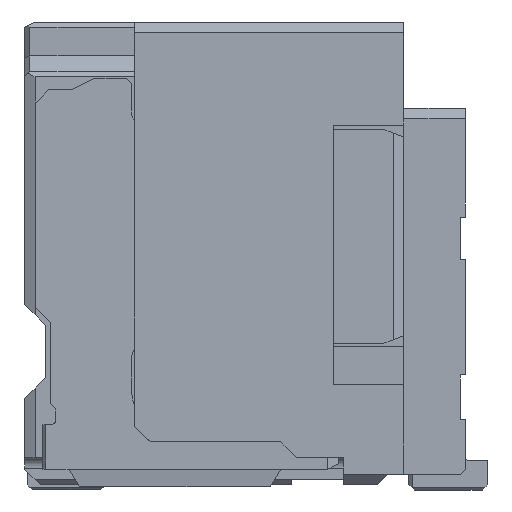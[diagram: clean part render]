
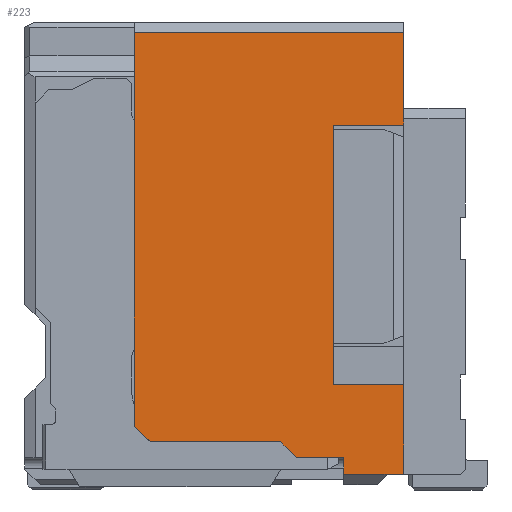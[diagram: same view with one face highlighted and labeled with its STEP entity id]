
A CAD part, left-side view. The second image highlights one B-rep face of the part: STEP entity #223.
In plain terms, the highlighted planar face has unit normal (-1, 0, 0).
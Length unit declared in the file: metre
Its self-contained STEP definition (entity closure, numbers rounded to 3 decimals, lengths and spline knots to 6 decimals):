
#223 = ADVANCED_FACE( '', ( #1190 ), #1191, .T. );
#1190 = FACE_OUTER_BOUND( '', #2769, .T. );
#1191 = PLANE( '', #2770 );
#2769 = EDGE_LOOP( '', ( #5459, #5460, #5461, #5462, #5463, #5464, #5465, #5466, #5467, #5468, #5469, #5470, #5471, #5472 ) );
#2770 = AXIS2_PLACEMENT_3D( '', #5473, #5474, #5475 );
#5459 = ORIENTED_EDGE( '', *, *, #11730, .F. );
#5460 = ORIENTED_EDGE( '', *, *, #11731, .F. );
#5461 = ORIENTED_EDGE( '', *, *, #10970, .T. );
#5462 = ORIENTED_EDGE( '', *, *, #11732, .T. );
#5463 = ORIENTED_EDGE( '', *, *, #11733, .T. );
#5464 = ORIENTED_EDGE( '', *, *, #11734, .F. );
#5465 = ORIENTED_EDGE( '', *, *, #11735, .T. );
#5466 = ORIENTED_EDGE( '', *, *, #11736, .F. );
#5467 = ORIENTED_EDGE( '', *, *, #11737, .T. );
#5468 = ORIENTED_EDGE( '', *, *, #11738, .T. );
#5469 = ORIENTED_EDGE( '', *, *, #11739, .T. );
#5470 = ORIENTED_EDGE( '', *, *, #11740, .F. );
#5471 = ORIENTED_EDGE( '', *, *, #11741, .F. );
#5472 = ORIENTED_EDGE( '', *, *, #11742, .T. );
#5473 = CARTESIAN_POINT( '', ( -0.069, -0.02455, -0.49142 ) );
#5474 = DIRECTION( '', ( -1., 0., 0. ) );
#5475 = DIRECTION( '', ( 0., 1., 0. ) );
#10970 = EDGE_CURVE( '', #13303, #13300, #13304, .T. );
#11730 = EDGE_CURVE( '', #14725, #14726, #14727, .T. );
#11731 = EDGE_CURVE( '', #13303, #14725, #14728, .T. );
#11732 = EDGE_CURVE( '', #13300, #14729, #14730, .T. );
#11733 = EDGE_CURVE( '', #14729, #14731, #14732, .T. );
#11734 = EDGE_CURVE( '', #14733, #14731, #14734, .T. );
#11735 = EDGE_CURVE( '', #14733, #14735, #14736, .T. );
#11736 = EDGE_CURVE( '', #14737, #14735, #14738, .T. );
#11737 = EDGE_CURVE( '', #14737, #14739, #14740, .T. );
#11738 = EDGE_CURVE( '', #14739, #14741, #14742, .T. );
#11739 = EDGE_CURVE( '', #14741, #14743, #14744, .T. );
#11740 = EDGE_CURVE( '', #14745, #14743, #14746, .T. );
#11741 = EDGE_CURVE( '', #14747, #14745, #14748, .T. );
#11742 = EDGE_CURVE( '', #14747, #14726, #14749, .T. );
#13300 = VERTEX_POINT( '', #17153 );
#13303 = VERTEX_POINT( '', #17157 );
#13304 = LINE( '', #17158, #17159 );
#14725 = VERTEX_POINT( '', #19341 );
#14726 = VERTEX_POINT( '', #19342 );
#14727 = LINE( '', #19343, #19344 );
#14728 = LINE( '', #19345, #19346 );
#14729 = VERTEX_POINT( '', #19347 );
#14730 = LINE( '', #19348, #19349 );
#14731 = VERTEX_POINT( '', #19350 );
#14732 = LINE( '', #19351, #19352 );
#14733 = VERTEX_POINT( '', #19353 );
#14734 = LINE( '', #19354, #19355 );
#14735 = VERTEX_POINT( '', #19356 );
#14736 = LINE( '', #19357, #19358 );
#14737 = VERTEX_POINT( '', #19359 );
#14738 = LINE( '', #19360, #19361 );
#14739 = VERTEX_POINT( '', #19362 );
#14740 = LINE( '', #19363, #19364 );
#14741 = VERTEX_POINT( '', #19365 );
#14742 = LINE( '', #19366, #19367 );
#14743 = VERTEX_POINT( '', #19368 );
#14744 = LINE( '', #19369, #19370 );
#14745 = VERTEX_POINT( '', #19371 );
#14746 = LINE( '', #19372, #19373 );
#14747 = VERTEX_POINT( '', #19374 );
#14748 = LINE( '', #19375, #19376 );
#14749 = LINE( '', #19377, #19378 );
#17153 = CARTESIAN_POINT( '', ( -0.069, -0.02245, -0.49122 ) );
#17157 = CARTESIAN_POINT( '', ( -0.069, -0.0276, -0.49122 ) );
#17158 = CARTESIAN_POINT( '', ( -0.069, -0.0276, -0.49122 ) );
#17159 = VECTOR( '', #23027, 1. );
#19341 = CARTESIAN_POINT( '', ( -0.069, -0.0276, -0.49299 ) );
#19342 = CARTESIAN_POINT( '', ( -0.069, -0.02625, -0.49299 ) );
#19343 = CARTESIAN_POINT( '', ( -0.069, -0.0276, -0.49299 ) );
#19344 = VECTOR( '', #23844, 1. );
#19345 = CARTESIAN_POINT( '', ( -0.069, -0.0276, -0.49122 ) );
#19346 = VECTOR( '', #23845, 1. );
#19347 = CARTESIAN_POINT( '', ( -0.069, -0.02245, -0.49875 ) );
#19348 = CARTESIAN_POINT( '', ( -0.069, -0.02245, -0.49122 ) );
#19349 = VECTOR( '', #23846, 1. );
#19350 = CARTESIAN_POINT( '', ( -0.069, -0.02275, -0.49905 ) );
#19351 = CARTESIAN_POINT( '', ( -0.069, -0.02245, -0.49875 ) );
#19352 = VECTOR( '', #23847, 1. );
#19353 = CARTESIAN_POINT( '', ( -0.069, -0.02525, -0.49905 ) );
#19354 = CARTESIAN_POINT( '', ( -0.069, -0.02525, -0.49905 ) );
#19355 = VECTOR( '', #23848, 1. );
#19356 = CARTESIAN_POINT( '', ( -0.069, -0.02555, -0.49935 ) );
#19357 = CARTESIAN_POINT( '', ( -0.069, -0.02525, -0.49905 ) );
#19358 = VECTOR( '', #23849, 1. );
#19359 = CARTESIAN_POINT( '', ( -0.069, -0.02645, -0.49935 ) );
#19360 = CARTESIAN_POINT( '', ( -0.069, -0.02645, -0.49935 ) );
#19361 = VECTOR( '', #23850, 1. );
#19362 = CARTESIAN_POINT( '', ( -0.069, -0.02645, -0.49967 ) );
#19363 = CARTESIAN_POINT( '', ( -0.069, -0.02645, -0.49935 ) );
#19364 = VECTOR( '', #23851, 1. );
#19365 = CARTESIAN_POINT( '', ( -0.069, -0.0273, -0.49967 ) );
#19366 = CARTESIAN_POINT( '', ( -0.069, -0.02645, -0.49967 ) );
#19367 = VECTOR( '', #23852, 1. );
#19368 = CARTESIAN_POINT( '', ( -0.069, -0.0276, -0.49967 ) );
#19369 = CARTESIAN_POINT( '', ( -0.069, -0.0273, -0.49967 ) );
#19370 = VECTOR( '', #23853, 1. );
#19371 = CARTESIAN_POINT( '', ( -0.069, -0.0276, -0.49795 ) );
#19372 = CARTESIAN_POINT( '', ( -0.069, -0.0276, -0.49795 ) );
#19373 = VECTOR( '', #23854, 1. );
#19374 = CARTESIAN_POINT( '', ( -0.069, -0.02625, -0.49795 ) );
#19375 = CARTESIAN_POINT( '', ( -0.069, -0.02625, -0.49795 ) );
#19376 = VECTOR( '', #23855, 1. );
#19377 = CARTESIAN_POINT( '', ( -0.069, -0.02625, -0.49795 ) );
#19378 = VECTOR( '', #23856, 1. );
#23027 = DIRECTION( '', ( 0., 1., 0. ) );
#23844 = DIRECTION( '', ( 0., 1., 0. ) );
#23845 = DIRECTION( '', ( 0., 0., -1. ) );
#23846 = DIRECTION( '', ( 0., 0., -1. ) );
#23847 = DIRECTION( '', ( 0., -0.707, -0.707 ) );
#23848 = DIRECTION( '', ( 0., 1., 0. ) );
#23849 = DIRECTION( '', ( 0., -0.707, -0.707 ) );
#23850 = DIRECTION( '', ( 0., 1., 0. ) );
#23851 = DIRECTION( '', ( 0., 0., -1. ) );
#23852 = DIRECTION( '', ( 0., -1., 0. ) );
#23853 = DIRECTION( '', ( 0., -1., 0. ) );
#23854 = DIRECTION( '', ( 0., 0., -1. ) );
#23855 = DIRECTION( '', ( 0., -1., 0. ) );
#23856 = DIRECTION( '', ( 0., 0., 1. ) );
